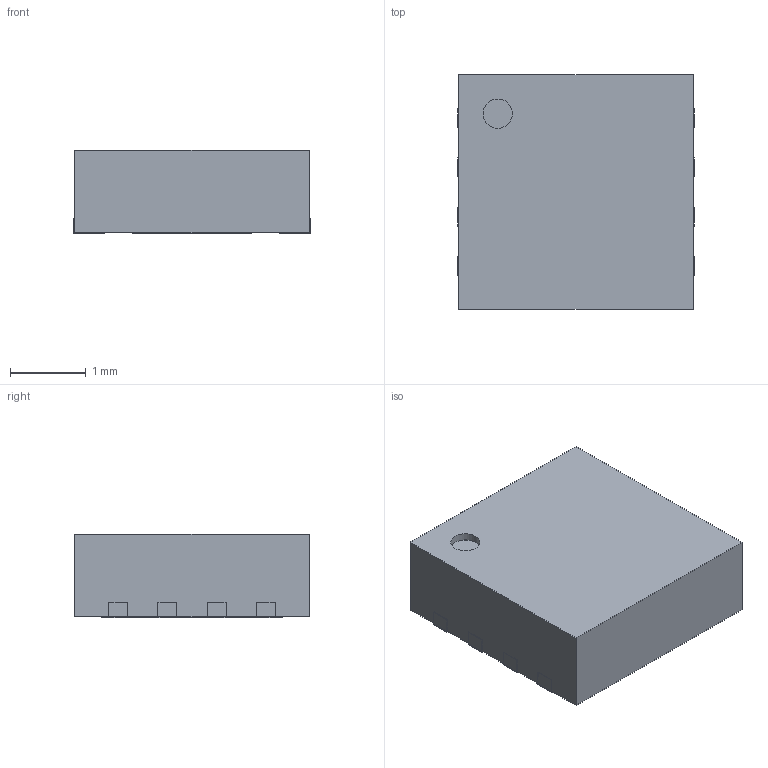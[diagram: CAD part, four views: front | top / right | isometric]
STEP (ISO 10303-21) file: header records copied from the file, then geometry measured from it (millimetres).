
FILE_DESCRIPTION(('Open CASCADE Model'),'2;1');
FILE_NAME('Open CASCADE Shape Model','2025-11-15T22:15:34',('Author'),( 'Open CASCADE'),'Open CASCADE STEP processor 7.5','Open CASCADE 7.5' ,'Unknown');
FILE_SCHEMA(('AUTOMOTIVE_DESIGN { 1 0 10303 214 1 1 1 1 }'));
Length unit declared in the file: millimetre
Products named in the file (9): PCB; Designator1; 8704837792; Open CASCADE STEP translator 7.5 19.1; Body; Open CASCADE STEP translator 7.5 19.2.1; Thermal Shape; Pin Shape; Open CASCADE STEP translator 7.5 19.4.1
Assembly tree (14 placements, depth 4):
  PCB
  Designator1
    8704837792
      Open CASCADE STEP translator 7.5 19.1
      Body
        Open CASCADE STEP translator 7.5 19.2.1
      Thermal Shape
      Pin Shape  x8
        Open CASCADE STEP translator 7.5 19.4.1
Bounding box: 3.12 x 3.1 x 1.1 mm (x, y, z)
Volume: 10.5 mm3; surface area: 43.1 mm2
Topology: 10 solids, 11 shells, 128 faces, 255 edges, 149 vertices
Faces by surface type: plane 127, cylinder 1
Full cylindrical faces by diameter (mm): 0.388 x1
Entity records: 990 total; most frequent: DIRECTION 152, CARTESIAN_POINT 141, ORIENTED_EDGE 117, EDGE_CURVE 59, LINE 56, VECTOR 56, AXIS2_PLACEMENT_3D 48, VERTEX_POINT 37
